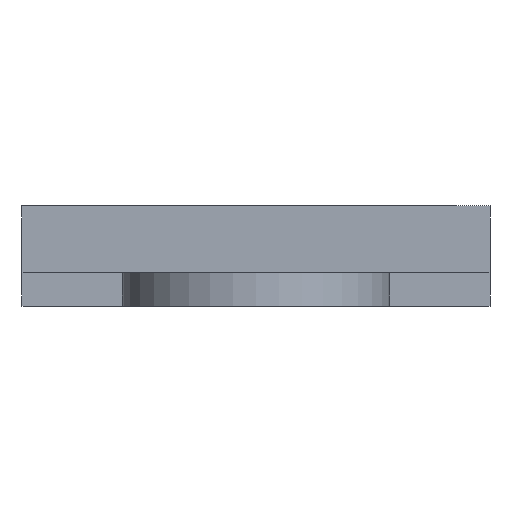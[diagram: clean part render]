
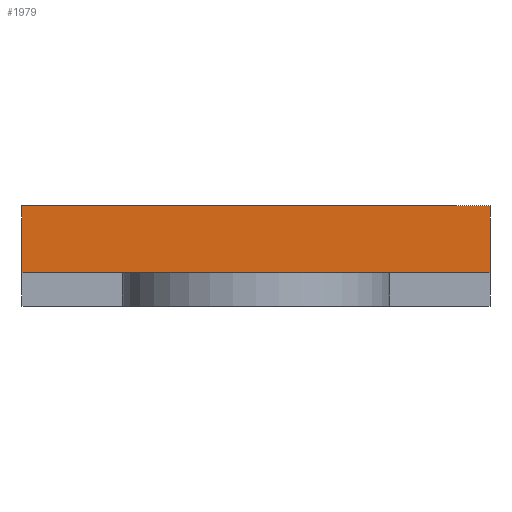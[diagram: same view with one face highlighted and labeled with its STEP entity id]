
A CAD part, front view. The second image highlights one B-rep face of the part: STEP entity #1979.
In plain terms, the highlighted planar face has unit normal (0, -1, 0).
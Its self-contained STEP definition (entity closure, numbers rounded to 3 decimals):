
#510 = VERTEX_POINT('',#511);
#511 = CARTESIAN_POINT('',(7.,-38.5,1.));
#525 = PLANE('',#526);
#526 = AXIS2_PLACEMENT_3D('',#527,#528,#529);
#527 = CARTESIAN_POINT('',(7.,38.5,0.));
#528 = DIRECTION('',(1.,0.,0.));
#529 = DIRECTION('',(0.,-1.,0.));
#553 = PLANE('',#554);
#554 = AXIS2_PLACEMENT_3D('',#555,#556,#557);
#555 = CARTESIAN_POINT('',(7.,-38.5,0.));
#556 = DIRECTION('',(0.,-1.,0.));
#557 = DIRECTION('',(-1.,0.,0.));
#659 = PLANE('',#660);
#660 = AXIS2_PLACEMENT_3D('',#661,#662,#663);
#661 = CARTESIAN_POINT('',(-7.,-38.5,0.));
#662 = DIRECTION('',(0.,1.,0.));
#663 = DIRECTION('',(1.,0.,0.));
#1257 = PLANE('',#1258);
#1258 = AXIS2_PLACEMENT_3D('',#1259,#1260,#1261);
#1259 = CARTESIAN_POINT('',(-7.,-38.5,0.));
#1260 = DIRECTION('',(-1.,0.,0.));
#1261 = DIRECTION('',(0.,1.,0.));
#1285 = PLANE('',#1286);
#1286 = AXIS2_PLACEMENT_3D('',#1287,#1288,#1289);
#1287 = CARTESIAN_POINT('',(0.,0.,3.));
#1288 = DIRECTION('',(-0.,-0.,-1.));
#1289 = DIRECTION('',(-1.,0.,0.));
#1378 = EDGE_CURVE('',#510,#1379,#1381,.T.);
#1379 = VERTEX_POINT('',#1380);
#1380 = CARTESIAN_POINT('',(4.,-38.5,1.));
#1381 = SURFACE_CURVE('',#1382,(#1386,#1393),.PCURVE_S1.);
#1382 = LINE('',#1383,#1384);
#1383 = CARTESIAN_POINT('',(7.,-38.5,1.));
#1384 = VECTOR('',#1385,1.);
#1385 = DIRECTION('',(-1.,0.,0.));
#1386 = PCURVE('',#553,#1387);
#1387 = DEFINITIONAL_REPRESENTATION('',(#1388),#1392);
#1388 = LINE('',#1389,#1390);
#1389 = CARTESIAN_POINT('',(0.,-1.));
#1390 = VECTOR('',#1391,1.);
#1391 = DIRECTION('',(1.,0.));
#1392 = ( GEOMETRIC_REPRESENTATION_CONTEXT(2) 
PARAMETRIC_REPRESENTATION_CONTEXT() REPRESENTATION_CONTEXT('2D SPACE',''
  ) );
#1393 = PCURVE('',#1394,#1399);
#1394 = PLANE('',#1395);
#1395 = AXIS2_PLACEMENT_3D('',#1396,#1397,#1398);
#1396 = CARTESIAN_POINT('',(7.,-38.5,0.));
#1397 = DIRECTION('',(0.,-1.,0.));
#1398 = DIRECTION('',(-1.,0.,0.));
#1399 = DEFINITIONAL_REPRESENTATION('',(#1400),#1404);
#1400 = LINE('',#1401,#1402);
#1401 = CARTESIAN_POINT('',(0.,-1.));
#1402 = VECTOR('',#1403,1.);
#1403 = DIRECTION('',(1.,0.));
#1404 = ( GEOMETRIC_REPRESENTATION_CONTEXT(2) 
PARAMETRIC_REPRESENTATION_CONTEXT() REPRESENTATION_CONTEXT('2D SPACE',''
  ) );
#1439 = VERTEX_POINT('',#1440);
#1440 = CARTESIAN_POINT('',(7.,-38.5,3.));
#1461 = EDGE_CURVE('',#510,#1439,#1462,.T.);
#1462 = SURFACE_CURVE('',#1463,(#1467,#1474),.PCURVE_S1.);
#1463 = LINE('',#1464,#1465);
#1464 = CARTESIAN_POINT('',(7.,-38.5,0.));
#1465 = VECTOR('',#1466,1.);
#1466 = DIRECTION('',(0.,0.,1.));
#1467 = PCURVE('',#525,#1468);
#1468 = DEFINITIONAL_REPRESENTATION('',(#1469),#1473);
#1469 = LINE('',#1470,#1471);
#1470 = CARTESIAN_POINT('',(77.,0.));
#1471 = VECTOR('',#1472,1.);
#1472 = DIRECTION('',(0.,-1.));
#1473 = ( GEOMETRIC_REPRESENTATION_CONTEXT(2) 
PARAMETRIC_REPRESENTATION_CONTEXT() REPRESENTATION_CONTEXT('2D SPACE',''
  ) );
#1474 = PCURVE('',#1394,#1475);
#1475 = DEFINITIONAL_REPRESENTATION('',(#1476),#1480);
#1476 = LINE('',#1477,#1478);
#1477 = CARTESIAN_POINT('',(0.,-0.));
#1478 = VECTOR('',#1479,1.);
#1479 = DIRECTION('',(0.,-1.));
#1480 = ( GEOMETRIC_REPRESENTATION_CONTEXT(2) 
PARAMETRIC_REPRESENTATION_CONTEXT() REPRESENTATION_CONTEXT('2D SPACE',''
  ) );
#1487 = VERTEX_POINT('',#1488);
#1488 = CARTESIAN_POINT('',(-7.,-38.5,1.));
#1535 = EDGE_CURVE('',#1487,#1536,#1538,.T.);
#1536 = VERTEX_POINT('',#1537);
#1537 = CARTESIAN_POINT('',(-4.,-38.5,1.));
#1538 = SURFACE_CURVE('',#1539,(#1543,#1550),.PCURVE_S1.);
#1539 = LINE('',#1540,#1541);
#1540 = CARTESIAN_POINT('',(-7.,-38.5,1.));
#1541 = VECTOR('',#1542,1.);
#1542 = DIRECTION('',(1.,0.,0.));
#1543 = PCURVE('',#659,#1544);
#1544 = DEFINITIONAL_REPRESENTATION('',(#1545),#1549);
#1545 = LINE('',#1546,#1547);
#1546 = CARTESIAN_POINT('',(0.,-1.));
#1547 = VECTOR('',#1548,1.);
#1548 = DIRECTION('',(1.,0.));
#1549 = ( GEOMETRIC_REPRESENTATION_CONTEXT(2) 
PARAMETRIC_REPRESENTATION_CONTEXT() REPRESENTATION_CONTEXT('2D SPACE',''
  ) );
#1550 = PCURVE('',#1394,#1551);
#1551 = DEFINITIONAL_REPRESENTATION('',(#1552),#1556);
#1552 = LINE('',#1553,#1554);
#1553 = CARTESIAN_POINT('',(14.,-1.));
#1554 = VECTOR('',#1555,1.);
#1555 = DIRECTION('',(-1.,-0.));
#1556 = ( GEOMETRIC_REPRESENTATION_CONTEXT(2) 
PARAMETRIC_REPRESENTATION_CONTEXT() REPRESENTATION_CONTEXT('2D SPACE',''
  ) );
#1741 = EDGE_CURVE('',#1439,#1742,#1744,.T.);
#1742 = VERTEX_POINT('',#1743);
#1743 = CARTESIAN_POINT('',(-7.,-38.5,3.));
#1744 = SURFACE_CURVE('',#1745,(#1749,#1756),.PCURVE_S1.);
#1745 = LINE('',#1746,#1747);
#1746 = CARTESIAN_POINT('',(7.,-38.5,3.));
#1747 = VECTOR('',#1748,1.);
#1748 = DIRECTION('',(-1.,0.,0.));
#1749 = PCURVE('',#1285,#1750);
#1750 = DEFINITIONAL_REPRESENTATION('',(#1751),#1755);
#1751 = LINE('',#1752,#1753);
#1752 = CARTESIAN_POINT('',(-7.,-38.5));
#1753 = VECTOR('',#1754,1.);
#1754 = DIRECTION('',(1.,0.));
#1755 = ( GEOMETRIC_REPRESENTATION_CONTEXT(2) 
PARAMETRIC_REPRESENTATION_CONTEXT() REPRESENTATION_CONTEXT('2D SPACE',''
  ) );
#1756 = PCURVE('',#1394,#1757);
#1757 = DEFINITIONAL_REPRESENTATION('',(#1758),#1762);
#1758 = LINE('',#1759,#1760);
#1759 = CARTESIAN_POINT('',(0.,-3.));
#1760 = VECTOR('',#1761,1.);
#1761 = DIRECTION('',(1.,0.));
#1762 = ( GEOMETRIC_REPRESENTATION_CONTEXT(2) 
PARAMETRIC_REPRESENTATION_CONTEXT() REPRESENTATION_CONTEXT('2D SPACE',''
  ) );
#1903 = EDGE_CURVE('',#1487,#1742,#1904,.T.);
#1904 = SURFACE_CURVE('',#1905,(#1909,#1916),.PCURVE_S1.);
#1905 = LINE('',#1906,#1907);
#1906 = CARTESIAN_POINT('',(-7.,-38.5,0.));
#1907 = VECTOR('',#1908,1.);
#1908 = DIRECTION('',(0.,0.,1.));
#1909 = PCURVE('',#1257,#1910);
#1910 = DEFINITIONAL_REPRESENTATION('',(#1911),#1915);
#1911 = LINE('',#1912,#1913);
#1912 = CARTESIAN_POINT('',(0.,0.));
#1913 = VECTOR('',#1914,1.);
#1914 = DIRECTION('',(0.,-1.));
#1915 = ( GEOMETRIC_REPRESENTATION_CONTEXT(2) 
PARAMETRIC_REPRESENTATION_CONTEXT() REPRESENTATION_CONTEXT('2D SPACE',''
  ) );
#1916 = PCURVE('',#1394,#1917);
#1917 = DEFINITIONAL_REPRESENTATION('',(#1918),#1922);
#1918 = LINE('',#1919,#1920);
#1919 = CARTESIAN_POINT('',(14.,0.));
#1920 = VECTOR('',#1921,1.);
#1921 = DIRECTION('',(0.,-1.));
#1922 = ( GEOMETRIC_REPRESENTATION_CONTEXT(2) 
PARAMETRIC_REPRESENTATION_CONTEXT() REPRESENTATION_CONTEXT('2D SPACE',''
  ) );
#1946 = PLANE('',#1947);
#1947 = AXIS2_PLACEMENT_3D('',#1948,#1949,#1950);
#1948 = CARTESIAN_POINT('',(0.,0.,1.));
#1949 = DIRECTION('',(-0.,-0.,-1.));
#1950 = DIRECTION('',(-1.,0.,0.));
#1979 = ADVANCED_FACE('',(#1980),#1394,.T.);
#1980 = FACE_BOUND('',#1981,.T.);
#1981 = EDGE_LOOP('',(#1982,#1983,#1984,#1985,#1986,#1987));
#1982 = ORIENTED_EDGE('',*,*,#1378,.F.);
#1983 = ORIENTED_EDGE('',*,*,#1461,.T.);
#1984 = ORIENTED_EDGE('',*,*,#1741,.T.);
#1985 = ORIENTED_EDGE('',*,*,#1903,.F.);
#1986 = ORIENTED_EDGE('',*,*,#1535,.T.);
#1987 = ORIENTED_EDGE('',*,*,#1988,.F.);
#1988 = EDGE_CURVE('',#1379,#1536,#1989,.T.);
#1989 = SURFACE_CURVE('',#1990,(#1994,#2001),.PCURVE_S1.);
#1990 = LINE('',#1991,#1992);
#1991 = CARTESIAN_POINT('',(3.5,-38.5,1.));
#1992 = VECTOR('',#1993,1.);
#1993 = DIRECTION('',(-1.,0.,0.));
#1994 = PCURVE('',#1394,#1995);
#1995 = DEFINITIONAL_REPRESENTATION('',(#1996),#2000);
#1996 = LINE('',#1997,#1998);
#1997 = CARTESIAN_POINT('',(3.5,-1.));
#1998 = VECTOR('',#1999,1.);
#1999 = DIRECTION('',(1.,0.));
#2000 = ( GEOMETRIC_REPRESENTATION_CONTEXT(2) 
PARAMETRIC_REPRESENTATION_CONTEXT() REPRESENTATION_CONTEXT('2D SPACE',''
  ) );
#2001 = PCURVE('',#1946,#2002);
#2002 = DEFINITIONAL_REPRESENTATION('',(#2003),#2007);
#2003 = LINE('',#2004,#2005);
#2004 = CARTESIAN_POINT('',(-3.5,-38.5));
#2005 = VECTOR('',#2006,1.);
#2006 = DIRECTION('',(1.,0.));
#2007 = ( GEOMETRIC_REPRESENTATION_CONTEXT(2) 
PARAMETRIC_REPRESENTATION_CONTEXT() REPRESENTATION_CONTEXT('2D SPACE',''
  ) );
